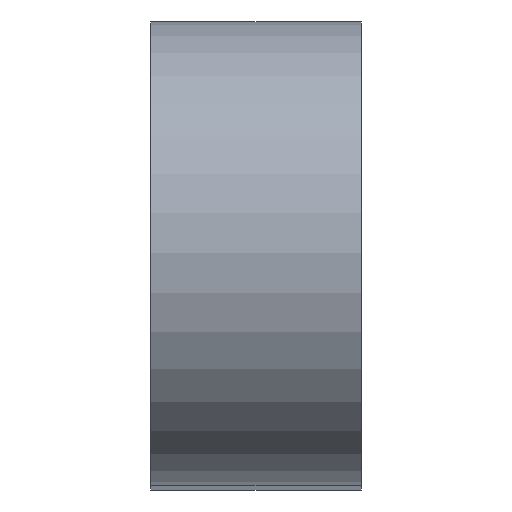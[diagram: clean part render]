
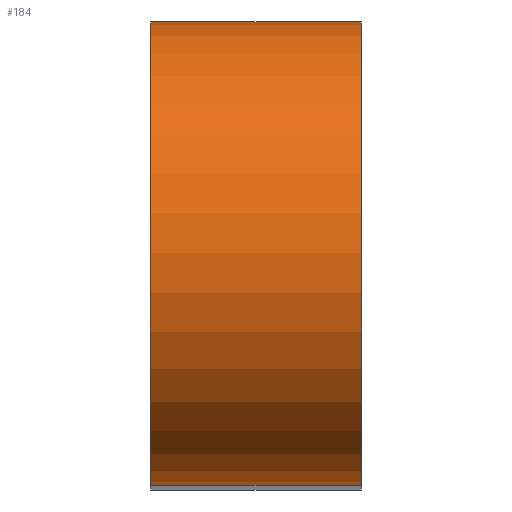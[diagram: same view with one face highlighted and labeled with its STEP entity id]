
A CAD part, top view. The second image highlights one B-rep face of the part: STEP entity #184.
In plain terms, the highlighted cylindrical face has radius 7 mm (diameter 14 mm), a partial arc.
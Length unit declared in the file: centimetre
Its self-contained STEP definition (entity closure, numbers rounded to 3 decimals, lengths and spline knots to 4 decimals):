
#27=LINE('',#303,#35);
#28=LINE('',#306,#36);
#35=VECTOR('',#253,1.);
#36=VECTOR('',#256,1.);
#58=FACE_OUTER_BOUND('',#76,.T.);
#76=EDGE_LOOP('',(#158,#159,#160,#161));
#88=CIRCLE('',#198,0.7);
#93=CIRCLE('',#208,0.7);
#102=VERTEX_POINT('',#285);
#103=VERTEX_POINT('',#287);
#108=VERTEX_POINT('',#301);
#109=VERTEX_POINT('',#305);
#119=EDGE_CURVE('',#102,#103,#88,.T.);
#126=EDGE_CURVE('',#108,#102,#27,.T.);
#127=EDGE_CURVE('',#109,#103,#28,.T.);
#129=EDGE_CURVE('',#109,#108,#93,.T.);
#158=ORIENTED_EDGE('',*,*,#129,.F.);
#159=ORIENTED_EDGE('',*,*,#127,.T.);
#160=ORIENTED_EDGE('',*,*,#119,.F.);
#161=ORIENTED_EDGE('',*,*,#126,.F.);
#175=CYLINDRICAL_SURFACE('',#207,0.7);
#184=ADVANCED_FACE('',(#58),#175,.T.);
#198=AXIS2_PLACEMENT_3D('',#288,#235,#236);
#207=AXIS2_PLACEMENT_3D('',#308,#258,#259);
#208=AXIS2_PLACEMENT_3D('',#309,#260,#261);
#235=DIRECTION('center_axis',(-1.,0.,0.));
#236=DIRECTION('ref_axis',(0.,1.,0.));
#253=DIRECTION('',(-1.,0.,0.));
#256=DIRECTION('',(-1.,0.,0.));
#258=DIRECTION('center_axis',(-1.,0.,0.));
#259=DIRECTION('ref_axis',(0.,1.,0.));
#260=DIRECTION('center_axis',(1.,0.,0.));
#261=DIRECTION('ref_axis',(0.,1.,0.));
#285=CARTESIAN_POINT('',(-0.835,40.5204,8.4096));
#287=CARTESIAN_POINT('',(-0.835,41.9204,8.4096));
#288=CARTESIAN_POINT('Origin',(-0.835,41.2204,8.4096));
#301=CARTESIAN_POINT('',(-0.2,40.5204,8.4096));
#303=CARTESIAN_POINT('',(-0.2,40.5204,8.4096));
#305=CARTESIAN_POINT('',(-0.2,41.9204,8.4096));
#306=CARTESIAN_POINT('',(-0.2,41.9204,8.4096));
#308=CARTESIAN_POINT('Origin',(-0.2,41.2204,8.4096));
#309=CARTESIAN_POINT('Origin',(-0.2,41.2204,8.4096));
